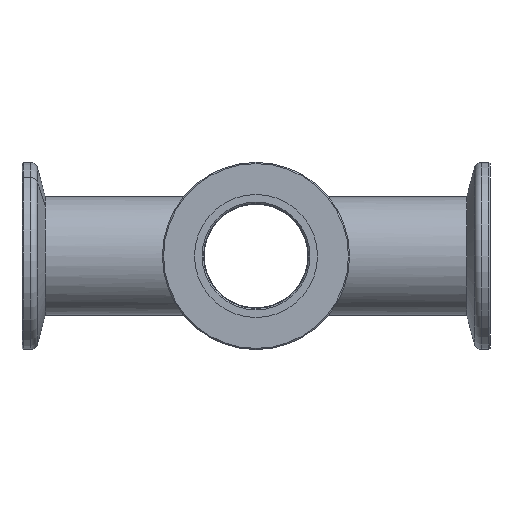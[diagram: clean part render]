
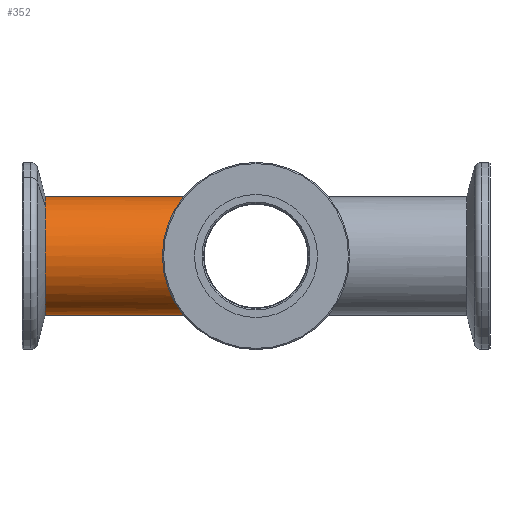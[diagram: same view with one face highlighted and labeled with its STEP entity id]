
A CAD part, left-side view. The second image highlights one B-rep face of the part: STEP entity #352.
In plain terms, the highlighted cylindrical face has radius 12.7 mm (diameter 25.4 mm), a partial arc.
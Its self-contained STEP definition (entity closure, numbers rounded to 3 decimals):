
#199 = CARTESIAN_POINT ( 'NONE',  ( 0., 0., 12.7 ) ) ;
#352 = ADVANCED_FACE ( 'NONE', ( #638 ), #639, .T. ) ;
#353 = ORIENTED_EDGE ( 'NONE', *, *, #354, .T. ) ;
#354 = EDGE_CURVE ( 'NONE', #475, #476, #657, .T. ) ;
#475 = VERTEX_POINT ( 'NONE', #741 ) ;
#476 = VERTEX_POINT ( 'NONE', #736 ) ;
#477 = ORIENTED_EDGE ( 'NONE', *, *, #478, .T. ) ;
#478 = EDGE_CURVE ( 'NONE', #476, #521, #735, .T. ) ;
#490 = EDGE_LOOP ( 'NONE', ( #353, #477, #571, #569 ) ) ;
#521 = VERTEX_POINT ( 'NONE', #199 ) ;
#569 = ORIENTED_EDGE ( 'NONE', *, *, #586, .F. ) ;
#571 = ORIENTED_EDGE ( 'NONE', *, *, #590, .T. ) ;
#585 = VERTEX_POINT ( 'NONE', #854 ) ;
#586 = EDGE_CURVE ( 'NONE', #475, #585, #855, .T. ) ;
#590 = EDGE_CURVE ( 'NONE', #521, #585, #877, .T. ) ;
#630 = CARTESIAN_POINT ( 'NONE',  ( 0., 46.5, -12.7 ) ) ;
#631 = CARTESIAN_POINT ( 'NONE',  ( 25.4, 21.1, -12.7 ) ) ;
#633 = CARTESIAN_POINT ( 'NONE',  ( 25.4, 21.1, 12.7 ) ) ;
#638 = FACE_OUTER_BOUND ( 'NONE', #490, .T. ) ;
#639 = CYLINDRICAL_SURFACE ( 'NONE', #640, 12.7 ) ;
#640 = AXIS2_PLACEMENT_3D ( 'NONE', #658, #641, #642 ) ;
#641 = DIRECTION ( 'NONE',  ( 0., -1., 0. ) ) ;
#642 = DIRECTION ( 'NONE',  ( 0., 0., -1. ) ) ;
#651 = CARTESIAN_POINT ( 'NONE',  ( 0., 46.5, 12.7 ) ) ;
#657 =( BOUNDED_CURVE ( )  B_SPLINE_CURVE ( 3, ( #630, #631, #633, #651 ),
 .UNSPECIFIED., .F., .T. ) 
 B_SPLINE_CURVE_WITH_KNOTS ( ( 4, 4 ),
 ( 4.712, 7.854 ),
 .UNSPECIFIED. ) 
 CURVE ( )  GEOMETRIC_REPRESENTATION_ITEM ( )  RATIONAL_B_SPLINE_CURVE ( ( 1., 0.333, 0.333, 1. ) ) 
 REPRESENTATION_ITEM ( '' )  );
#658 = CARTESIAN_POINT ( 'NONE',  ( 0., 46.5, 0. ) ) ;
#732 = DIRECTION ( 'NONE',  ( 0., -1., 0. ) ) ;
#733 = VECTOR ( 'NONE', #732, 1000. ) ;
#734 = CARTESIAN_POINT ( 'NONE',  ( 0., 46.5, 12.7 ) ) ;
#735 = LINE ( 'NONE', #734, #733 ) ;
#736 = CARTESIAN_POINT ( 'NONE',  ( 0., 46.5, 12.7 ) ) ;
#741 = CARTESIAN_POINT ( 'NONE',  ( 0., 46.5, -12.7 ) ) ;
#846 = CARTESIAN_POINT ( 'NONE',  ( 0., 0., 0. ) ) ;
#854 = CARTESIAN_POINT ( 'NONE',  ( 0., 0., -12.7 ) ) ;
#855 = LINE ( 'NONE', #866, #865 ) ;
#864 = DIRECTION ( 'NONE',  ( 0., -1., 0. ) ) ;
#865 = VECTOR ( 'NONE', #864, 1000. ) ;
#866 = CARTESIAN_POINT ( 'NONE',  ( 0., 46.5, -12.7 ) ) ;
#874 = DIRECTION ( 'NONE',  ( 0., 0., 1. ) ) ;
#875 = DIRECTION ( 'NONE',  ( 0., 1., 0. ) ) ;
#876 = AXIS2_PLACEMENT_3D ( 'NONE', #846, #875, #874 ) ;
#877 = CIRCLE ( 'NONE', #876, 12.7 ) ;
